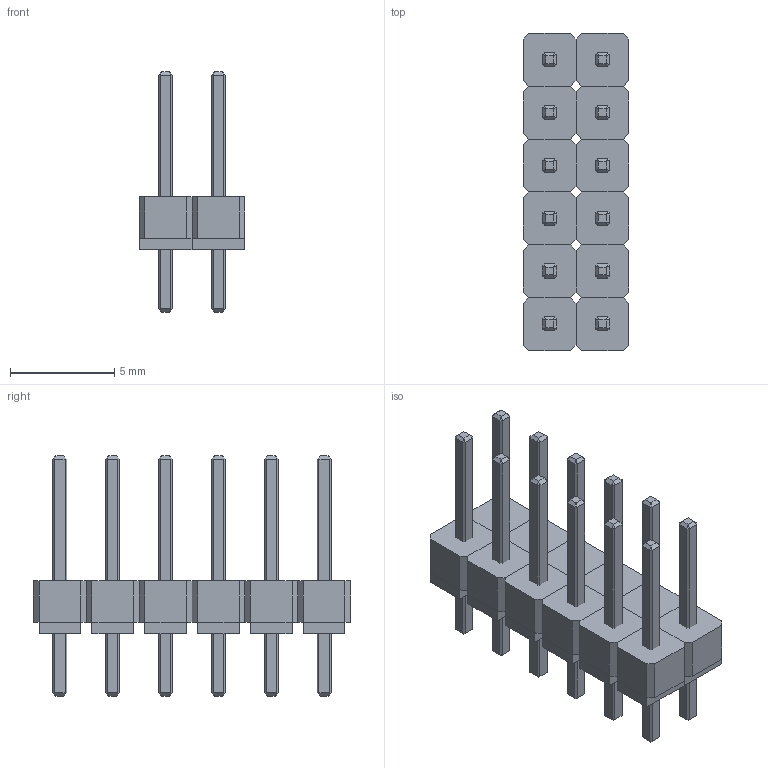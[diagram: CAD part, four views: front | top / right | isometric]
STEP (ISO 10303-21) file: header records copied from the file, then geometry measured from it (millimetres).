
FILE_DESCRIPTION(('FreeCAD Model'),'2;1');
FILE_NAME( 'THT-2.54-MS-2x06.step', '2021-08-24T13:41:37',('Author'),(''), 'Open CASCADE STEP processor 7.3','FreeCAD','Unknown');
FILE_SCHEMA(('AUTOMOTIVE_DESIGN { 1 0 10303 214 1 1 1 1 }'));
Length unit declared in the file: millimetre
Products named in the file (1): header
Bounding box: 5.08 x 15.24 x 11.54 mm (x, y, z)
Volume: 245.5 mm3; surface area: 791.4 mm2
Topology: 24 solids, 24 shells, 504 faces, 1080 edges, 624 vertices
Faces by surface type: plane 504
Entity records: 30475 total; most frequent: CARTESIAN_POINT 4369, DIRECTION 4250, LINE 3240, VECTOR 3240, ORIENTED_EDGE 2160, PCURVE 2160, DEFINITIONAL_REPRESENTATION 2160, EDGE_CURVE 1080
